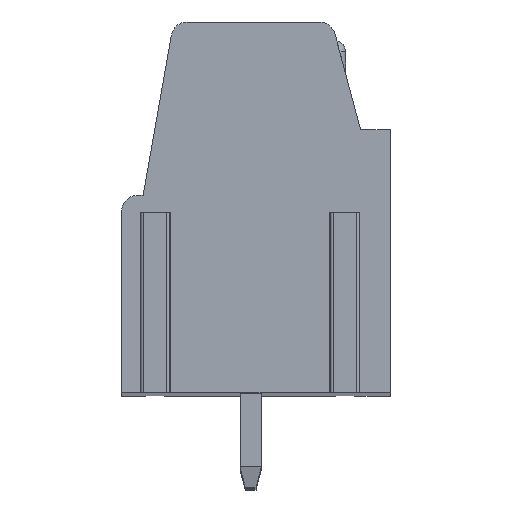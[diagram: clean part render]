
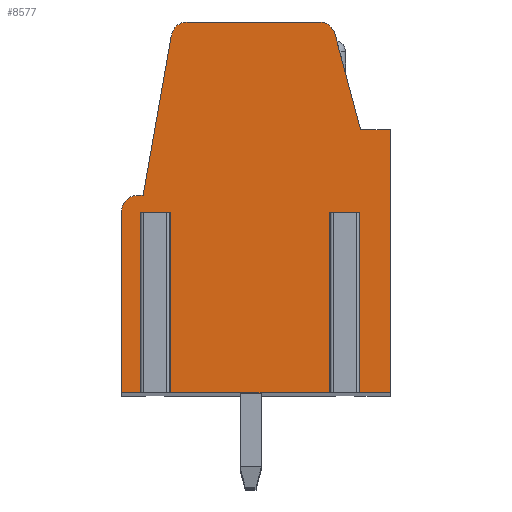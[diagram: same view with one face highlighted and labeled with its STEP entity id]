
A CAD part, top view. The second image highlights one B-rep face of the part: STEP entity #8577.
In plain terms, the highlighted planar face has unit normal (0, 0, 1).
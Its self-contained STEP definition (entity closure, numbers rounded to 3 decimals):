
#13=DIRECTION('',(-1.,0.,0.));
#14=VECTOR('',#13,0.62);
#15=CARTESIAN_POINT('',(3.61,-0.65,63.5));
#16=LINE('',#15,#14);
#17=DIRECTION('',(0.,1.,0.));
#18=VECTOR('',#17,6.7);
#19=CARTESIAN_POINT('',(2.99,-7.35,63.5));
#20=LINE('',#19,#18);
#21=DIRECTION('',(1.,0.,0.));
#22=VECTOR('',#21,6.43);
#23=CARTESIAN_POINT('',(-3.44,-7.35,63.5));
#24=LINE('',#23,#22);
#25=DIRECTION('',(0.,1.,0.));
#26=VECTOR('',#25,6.7);
#27=CARTESIAN_POINT('',(-3.44,-7.35,63.5));
#28=LINE('',#27,#26);
#29=DIRECTION('',(-1.,0.,0.));
#30=VECTOR('',#29,0.62);
#31=CARTESIAN_POINT('',(-3.44,-0.65,63.5));
#32=LINE('',#31,#30);
#33=DIRECTION('',(0.,1.,0.));
#34=VECTOR('',#33,6.7);
#35=CARTESIAN_POINT('',(-4.06,-7.35,63.5));
#36=LINE('',#35,#34);
#37=DIRECTION('',(1.,0.,0.));
#38=VECTOR('',#37,0.94);
#39=CARTESIAN_POINT('',(-5.,-7.35,63.5));
#40=LINE('',#39,#38);
#41=DIRECTION('',(0.,-1.,0.));
#42=VECTOR('',#41,6.75);
#43=CARTESIAN_POINT('',(-5.,-0.6,63.5));
#44=LINE('',#43,#42);
#45=CARTESIAN_POINT('',(-4.4,-0.6,63.5));
#46=DIRECTION('',(0.,0.,1.));
#47=DIRECTION('',(0.,1.,0.));
#48=AXIS2_PLACEMENT_3D('',#45,#46,#47);
#50=DIRECTION('',(-1.,0.,0.));
#51=VECTOR('',#50,0.2);
#52=CARTESIAN_POINT('',(-4.2,0.,63.5));
#53=LINE('',#52,#51);
#54=DIRECTION('',(-0.174,-0.985,0.));
#55=VECTOR('',#54,6.046);
#56=CARTESIAN_POINT('',(-3.15,5.954,63.5));
#57=LINE('',#56,#55);
#58=CARTESIAN_POINT('',(-2.559,5.85,63.5));
#59=DIRECTION('',(0.,0.,1.));
#60=DIRECTION('',(0.,1.,0.));
#61=AXIS2_PLACEMENT_3D('',#58,#59,#60);
#63=DIRECTION('',(-1.,0.,0.));
#64=VECTOR('',#63,4.917);
#65=CARTESIAN_POINT('',(2.358,6.45,63.5));
#66=LINE('',#65,#64);
#67=CARTESIAN_POINT('',(2.358,5.85,63.5));
#68=DIRECTION('',(0.,0.,1.));
#69=DIRECTION('',(0.966,0.259,0.));
#70=AXIS2_PLACEMENT_3D('',#67,#68,#69);
#72=DIRECTION('',(-0.259,0.966,0.));
#73=VECTOR('',#72,3.681);
#74=CARTESIAN_POINT('',(3.89,2.45,63.5));
#75=LINE('',#74,#73);
#76=DIRECTION('',(-1.,0.,0.));
#77=VECTOR('',#76,1.11);
#78=CARTESIAN_POINT('',(5.,2.45,63.5));
#79=LINE('',#78,#77);
#80=DIRECTION('',(0.,1.,0.));
#81=VECTOR('',#80,9.8);
#82=CARTESIAN_POINT('',(5.,-7.35,63.5));
#83=LINE('',#82,#81);
#84=DIRECTION('',(1.,0.,0.));
#85=VECTOR('',#84,1.39);
#86=CARTESIAN_POINT('',(3.61,-7.35,63.5));
#87=LINE('',#86,#85);
#88=DIRECTION('',(0.,1.,0.));
#89=VECTOR('',#88,6.7);
#90=CARTESIAN_POINT('',(3.61,-7.35,63.5));
#91=LINE('',#90,#89);
#6738=CARTESIAN_POINT('',(-5.,-0.6,63.5));
#6739=CARTESIAN_POINT('',(-5.,-7.35,63.5));
#6740=VERTEX_POINT('',#6738);
#6741=VERTEX_POINT('',#6739);
#6742=CARTESIAN_POINT('',(5.,-7.35,63.5));
#6743=CARTESIAN_POINT('',(5.,2.45,63.5));
#6744=VERTEX_POINT('',#6742);
#6745=VERTEX_POINT('',#6743);
#6746=CARTESIAN_POINT('',(3.89,2.45,63.5));
#6747=VERTEX_POINT('',#6746);
#6748=CARTESIAN_POINT('',(2.937,6.005,63.5));
#6749=VERTEX_POINT('',#6748);
#6750=CARTESIAN_POINT('',(2.358,6.45,63.5));
#6751=VERTEX_POINT('',#6750);
#6752=CARTESIAN_POINT('',(-2.559,6.45,63.5));
#6753=VERTEX_POINT('',#6752);
#6754=CARTESIAN_POINT('',(-3.15,5.954,63.5));
#6755=VERTEX_POINT('',#6754);
#6756=CARTESIAN_POINT('',(-4.2,0.,63.5));
#6757=VERTEX_POINT('',#6756);
#6758=CARTESIAN_POINT('',(-4.4,0.,63.5));
#6759=VERTEX_POINT('',#6758);
#6878=CARTESIAN_POINT('',(3.61,-0.65,63.5));
#6879=CARTESIAN_POINT('',(2.99,-0.65,63.5));
#6880=VERTEX_POINT('',#6878);
#6881=VERTEX_POINT('',#6879);
#6882=CARTESIAN_POINT('',(-3.44,-0.65,63.5));
#6883=CARTESIAN_POINT('',(-4.06,-0.65,63.5));
#6884=VERTEX_POINT('',#6882);
#6885=VERTEX_POINT('',#6883);
#6886=CARTESIAN_POINT('',(-4.06,-7.35,63.5));
#6887=VERTEX_POINT('',#6886);
#6888=CARTESIAN_POINT('',(-3.44,-7.35,63.5));
#6889=VERTEX_POINT('',#6888);
#6890=CARTESIAN_POINT('',(3.61,-7.35,63.5));
#6891=VERTEX_POINT('',#6890);
#6892=CARTESIAN_POINT('',(2.99,-7.35,63.5));
#6893=VERTEX_POINT('',#6892);
#8532=CARTESIAN_POINT('',(0.,0.,63.5));
#8533=DIRECTION('',(0.,0.,1.));
#8534=DIRECTION('',(1.,0.,0.));
#8535=AXIS2_PLACEMENT_3D('',#8532,#8533,#8534);
#8536=PLANE('',#8535);
#8538=ORIENTED_EDGE('',*,*,#8537,.T.);
#8540=ORIENTED_EDGE('',*,*,#8539,.F.);
#8542=ORIENTED_EDGE('',*,*,#8541,.F.);
#8544=ORIENTED_EDGE('',*,*,#8543,.T.);
#8546=ORIENTED_EDGE('',*,*,#8545,.T.);
#8548=ORIENTED_EDGE('',*,*,#8547,.F.);
#8550=ORIENTED_EDGE('',*,*,#8549,.F.);
#8552=ORIENTED_EDGE('',*,*,#8551,.F.);
#8554=ORIENTED_EDGE('',*,*,#8553,.F.);
#8556=ORIENTED_EDGE('',*,*,#8555,.F.);
#8558=ORIENTED_EDGE('',*,*,#8557,.F.);
#8560=ORIENTED_EDGE('',*,*,#8559,.F.);
#8562=ORIENTED_EDGE('',*,*,#8561,.F.);
#8564=ORIENTED_EDGE('',*,*,#8563,.F.);
#8566=ORIENTED_EDGE('',*,*,#8565,.F.);
#8568=ORIENTED_EDGE('',*,*,#8567,.F.);
#8570=ORIENTED_EDGE('',*,*,#8569,.F.);
#8572=ORIENTED_EDGE('',*,*,#8571,.F.);
#8574=ORIENTED_EDGE('',*,*,#8573,.T.);
#8575=EDGE_LOOP('',(#8538,#8540,#8542,#8544,#8546,#8548,#8550,#8552,#8554,#8556,
#8558,#8560,#8562,#8564,#8566,#8568,#8570,#8572,#8574));
#8576=FACE_OUTER_BOUND('',#8575,.F.);
#49=CIRCLE('',#48,0.6);
#62=CIRCLE('',#61,0.6);
#71=CIRCLE('',#70,0.6);
#8537=EDGE_CURVE('',#6880,#6881,#16,.T.);
#8539=EDGE_CURVE('',#6893,#6881,#20,.T.);
#8541=EDGE_CURVE('',#6889,#6893,#24,.T.);
#8543=EDGE_CURVE('',#6889,#6884,#28,.T.);
#8545=EDGE_CURVE('',#6884,#6885,#32,.T.);
#8547=EDGE_CURVE('',#6887,#6885,#36,.T.);
#8549=EDGE_CURVE('',#6741,#6887,#40,.T.);
#8551=EDGE_CURVE('',#6740,#6741,#44,.T.);
#8553=EDGE_CURVE('',#6759,#6740,#49,.T.);
#8555=EDGE_CURVE('',#6757,#6759,#53,.T.);
#8557=EDGE_CURVE('',#6755,#6757,#57,.T.);
#8559=EDGE_CURVE('',#6753,#6755,#62,.T.);
#8561=EDGE_CURVE('',#6751,#6753,#66,.T.);
#8563=EDGE_CURVE('',#6749,#6751,#71,.T.);
#8565=EDGE_CURVE('',#6747,#6749,#75,.T.);
#8567=EDGE_CURVE('',#6745,#6747,#79,.T.);
#8569=EDGE_CURVE('',#6744,#6745,#83,.T.);
#8571=EDGE_CURVE('',#6891,#6744,#87,.T.);
#8573=EDGE_CURVE('',#6891,#6880,#91,.T.);
#8577=ADVANCED_FACE('',(#8576),#8536,.T.);
